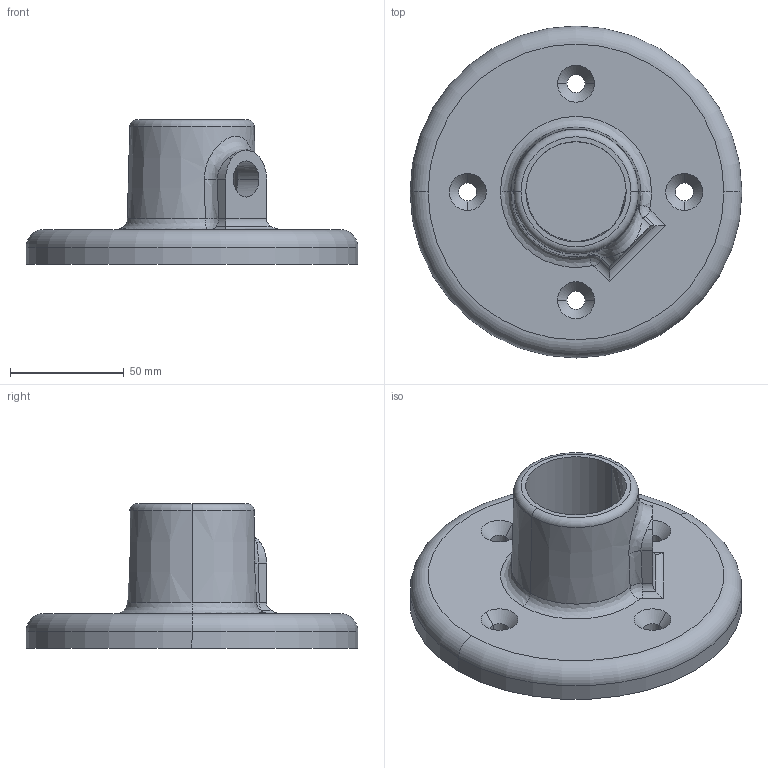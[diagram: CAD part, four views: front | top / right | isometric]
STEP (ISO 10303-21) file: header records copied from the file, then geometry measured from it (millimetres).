
FILE_DESCRIPTION((''),'2;1');
FILE_NAME('60-7.stp','2001-12-31T17:57:44',('Administrator'),(''),'Autodesk Inventor (tm) 3.0','Autodesk Inventor (tm) 3.0','');
FILE_SCHEMA(('CONFIG_CONTROL_DESIGN'));
Length unit declared in the file: inch
Products named in the file (1): 60-7
Bounding box: 146.05 x 146.05 x 63.5 mm (x, y, z)
Volume: 281689.6 mm3; surface area: 55889.6 mm2
Topology: 1 solids, 1 shells, 52 faces, 120 edges, 72 vertices
Faces by surface type: bspline 29, cylinder 11, plane 6, torus 4, cone 2
Entity records: 2401 total; most frequent: CARTESIAN_POINT 1202, ORIENTED_EDGE 240, DIRECTION 212, EDGE_CURVE 120, AXIS2_PLACEMENT_3D 87, VERTEX_POINT 72, EDGE_LOOP 64, CIRCLE 63
